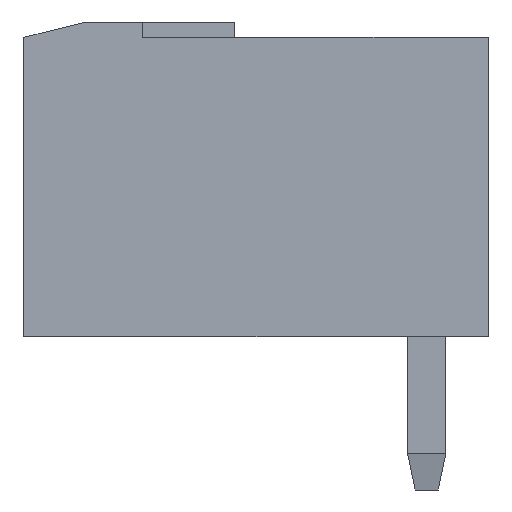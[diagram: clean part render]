
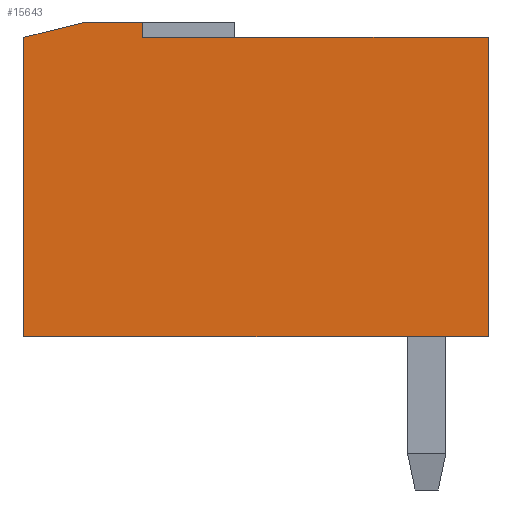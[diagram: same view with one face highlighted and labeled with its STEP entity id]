
A CAD part, left-side view. The second image highlights one B-rep face of the part: STEP entity #15643.
In plain terms, the highlighted planar face has unit normal (-1, 0, 0).
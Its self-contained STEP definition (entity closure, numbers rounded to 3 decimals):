
#1672 = EDGE_CURVE ( 'NONE', #24657, #30561, #4938, .T. ) ;
#2506 = ORIENTED_EDGE ( 'NONE', *, *, #22263, .T. ) ;
#2968 = VECTOR ( 'NONE', #6948, 1000. ) ;
#3352 = EDGE_CURVE ( 'NONE', #10712, #21557, #25934, .T. ) ;
#3638 = LINE ( 'NONE', #14553, #30992 ) ;
#4285 = ORIENTED_EDGE ( 'NONE', *, *, #31947, .F. ) ;
#4938 = LINE ( 'NONE', #5104, #24929 ) ;
#5104 = CARTESIAN_POINT ( 'NONE',  ( -4.3, 9., 7.8 ) ) ;
#5158 = CARTESIAN_POINT ( 'NONE',  ( -4.3, 12.1, 0. ) ) ;
#6798 = LINE ( 'NONE', #12128, #9055 ) ;
#6948 = DIRECTION ( 'NONE',  ( 0., 0., 1. ) ) ;
#6959 = VERTEX_POINT ( 'NONE', #22058 ) ;
#7932 = DIRECTION ( 'NONE',  ( 0., 0., 1. ) ) ;
#8296 = DIRECTION ( 'NONE',  ( 0., 1., 0. ) ) ;
#8940 = ORIENTED_EDGE ( 'NONE', *, *, #24637, .F. ) ;
#9055 = VECTOR ( 'NONE', #30972, 1000. ) ;
#10712 = VERTEX_POINT ( 'NONE', #29156 ) ;
#11310 = DIRECTION ( 'NONE',  ( -1., 0., 0. ) ) ;
#11792 = ORIENTED_EDGE ( 'NONE', *, *, #32233, .T. ) ;
#12128 = CARTESIAN_POINT ( 'NONE',  ( -4.3, 9., 8.2 ) ) ;
#12751 = DIRECTION ( 'NONE',  ( 0., 0., 1. ) ) ;
#12810 = ORIENTED_EDGE ( 'NONE', *, *, #3352, .T. ) ;
#12907 = CARTESIAN_POINT ( 'NONE',  ( -4.3, 12.1, 7.8 ) ) ;
#13023 = VECTOR ( 'NONE', #8296, 1000. ) ;
#13747 = EDGE_CURVE ( 'NONE', #19294, #6959, #17379, .T. ) ;
#13810 = FACE_OUTER_BOUND ( 'NONE', #23932, .T. ) ;
#14553 = CARTESIAN_POINT ( 'NONE',  ( -4.3, -8.907, 0. ) ) ;
#14802 = AXIS2_PLACEMENT_3D ( 'NONE', #32976, #11310, #27172 ) ;
#15643 = ADVANCED_FACE ( 'NONE', ( #13810 ), #24838, .T. ) ;
#16770 = LINE ( 'NONE', #19080, #13023 ) ;
#17379 = LINE ( 'NONE', #23191, #2968 ) ;
#17776 = VERTEX_POINT ( 'NONE', #28105 ) ;
#19080 = CARTESIAN_POINT ( 'NONE',  ( -4.3, -8.907, 7.8 ) ) ;
#19294 = VERTEX_POINT ( 'NONE', #26244 ) ;
#19948 = DIRECTION ( 'NONE',  ( 0., 0.97, -0.243 ) ) ;
#20985 = CARTESIAN_POINT ( 'NONE',  ( -4.3, 9., 8.2 ) ) ;
#21557 = VERTEX_POINT ( 'NONE', #12907 ) ;
#21966 = ORIENTED_EDGE ( 'NONE', *, *, #13747, .T. ) ;
#22058 = CARTESIAN_POINT ( 'NONE',  ( -4.3, 0., 7.8 ) ) ;
#22263 = EDGE_CURVE ( 'NONE', #6959, #24657, #16770, .T. ) ;
#22294 = DIRECTION ( 'NONE',  ( 0., 1., 0. ) ) ;
#23191 = CARTESIAN_POINT ( 'NONE',  ( -4.3, 0., 0. ) ) ;
#23932 = EDGE_LOOP ( 'NONE', ( #4285, #21966, #2506, #28899, #11792, #12810, #8940 ) ) ;
#24637 = EDGE_CURVE ( 'NONE', #17776, #21557, #32484, .T. ) ;
#24657 = VERTEX_POINT ( 'NONE', #29185 ) ;
#24838 = PLANE ( 'NONE',  #14802 ) ;
#24929 = VECTOR ( 'NONE', #12751, 1000. ) ;
#25934 = LINE ( 'NONE', #28609, #32253 ) ;
#26244 = CARTESIAN_POINT ( 'NONE',  ( -4.3, 0., 0. ) ) ;
#27172 = DIRECTION ( 'NONE',  ( 0., 0., 1. ) ) ;
#28105 = CARTESIAN_POINT ( 'NONE',  ( -4.3, 12.1, 0. ) ) ;
#28609 = CARTESIAN_POINT ( 'NONE',  ( -4.3, 10.5, 8.2 ) ) ;
#28899 = ORIENTED_EDGE ( 'NONE', *, *, #1672, .T. ) ;
#29156 = CARTESIAN_POINT ( 'NONE',  ( -4.3, 10.5, 8.2 ) ) ;
#29185 = CARTESIAN_POINT ( 'NONE',  ( -4.3, 9., 7.8 ) ) ;
#30561 = VERTEX_POINT ( 'NONE', #20985 ) ;
#30972 = DIRECTION ( 'NONE',  ( 0., 1., 0. ) ) ;
#30992 = VECTOR ( 'NONE', #22294, 1000. ) ;
#31947 = EDGE_CURVE ( 'NONE', #19294, #17776, #3638, .T. ) ;
#31973 = VECTOR ( 'NONE', #7932, 1000. ) ;
#32233 = EDGE_CURVE ( 'NONE', #30561, #10712, #6798, .T. ) ;
#32253 = VECTOR ( 'NONE', #19948, 1000. ) ;
#32484 = LINE ( 'NONE', #5158, #31973 ) ;
#32976 = CARTESIAN_POINT ( 'NONE',  ( -4.3, -8.907, 0. ) ) ;
